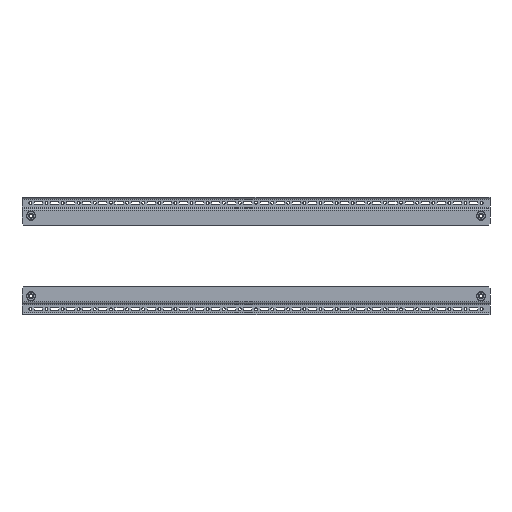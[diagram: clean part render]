
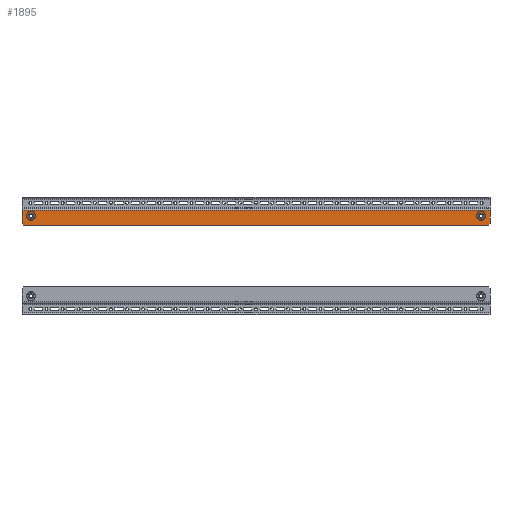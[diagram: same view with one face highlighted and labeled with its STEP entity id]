
A CAD part, left-side view. The second image highlights one B-rep face of the part: STEP entity #1895.
In plain terms, the highlighted face is planar.
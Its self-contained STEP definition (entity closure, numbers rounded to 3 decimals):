
#140 = ORIENTED_EDGE ( 'NONE', *, *, #11885, .T. ) ;
#227 = LINE ( 'NONE', #7394, #408 ) ;
#287 = CARTESIAN_POINT ( 'NONE',  ( 34.5, -363., -23.6 ) ) ;
#392 = DIRECTION ( 'NONE',  ( 0., 0., -1. ) ) ;
#408 = VECTOR ( 'NONE', #5167, 1000. ) ;
#914 = CIRCLE ( 'NONE', #3649, 4. ) ;
#1022 = CARTESIAN_POINT ( 'NONE',  ( 15.5, -349., -23.6 ) ) ;
#1076 = EDGE_CURVE ( 'NONE', #10030, #2971, #227, .T. ) ;
#1256 = VECTOR ( 'NONE', #8108, 1000. ) ;
#1753 = CARTESIAN_POINT ( 'NONE',  ( 11.375, -363., -23.6 ) ) ;
#1895 = ADVANCED_FACE ( 'NONE', ( #3729, #14507, #12410 ), #1963, .F. ) ;
#1934 = CARTESIAN_POINT ( 'NONE',  ( 11.375, 363., -23.6 ) ) ;
#1963 = PLANE ( 'NONE',  #11703 ) ;
#2149 = DIRECTION ( 'NONE',  ( 0.707, -0.707, 0. ) ) ;
#2175 = VECTOR ( 'NONE', #12691, 1000. ) ;
#2218 = EDGE_CURVE ( 'NONE', #4617, #7353, #914, .T. ) ;
#2971 = VERTEX_POINT ( 'NONE', #9224 ) ;
#3013 = CARTESIAN_POINT ( 'NONE',  ( 19.5, 349., -23.6 ) ) ;
#3484 = DIRECTION ( 'NONE',  ( 1., 0., 0. ) ) ;
#3497 = ORIENTED_EDGE ( 'NONE', *, *, #8186, .F. ) ;
#3505 = DIRECTION ( 'NONE',  ( 0., 0., -1. ) ) ;
#3649 = AXIS2_PLACEMENT_3D ( 'NONE', #3762, #4888, #13016 ) ;
#3729 = FACE_BOUND ( 'NONE', #4826, .T. ) ;
#3762 = CARTESIAN_POINT ( 'NONE',  ( 19.5, -349., -23.6 ) ) ;
#3783 = LINE ( 'NONE', #14518, #11049 ) ;
#4293 = ORIENTED_EDGE ( 'NONE', *, *, #10171, .T. ) ;
#4318 = EDGE_LOOP ( 'NONE', ( #3497, #7439 ) ) ;
#4617 = VERTEX_POINT ( 'NONE', #11936 ) ;
#4651 = DIRECTION ( 'NONE',  ( 1., 0., 0. ) ) ;
#4826 = EDGE_LOOP ( 'NONE', ( #7118, #140 ) ) ;
#4828 = CARTESIAN_POINT ( 'NONE',  ( 34.5, 360., -23.6 ) ) ;
#4888 = DIRECTION ( 'NONE',  ( 0., 0., 1. ) ) ;
#4894 = EDGE_LOOP ( 'NONE', ( #4293, #13097, #6277, #11678, #12509, #5312 ) ) ;
#5167 = DIRECTION ( 'NONE',  ( -1., 0., 0. ) ) ;
#5227 = CARTESIAN_POINT ( 'NONE',  ( 31.5, 363., -23.6 ) ) ;
#5304 = CARTESIAN_POINT ( 'NONE',  ( 15.5, 349., -23.6 ) ) ;
#5312 = ORIENTED_EDGE ( 'NONE', *, *, #13997, .T. ) ;
#5577 = VERTEX_POINT ( 'NONE', #5227 ) ;
#5685 = CARTESIAN_POINT ( 'NONE',  ( 23.5, 349., -23.6 ) ) ;
#5716 = CARTESIAN_POINT ( 'NONE',  ( 19.5, -349., -23.6 ) ) ;
#5967 = AXIS2_PLACEMENT_3D ( 'NONE', #5716, #13626, #8063 ) ;
#5976 = CIRCLE ( 'NONE', #12989, 4. ) ;
#6277 = ORIENTED_EDGE ( 'NONE', *, *, #1076, .T. ) ;
#6474 = VERTEX_POINT ( 'NONE', #1934 ) ;
#6936 = EDGE_CURVE ( 'NONE', #7463, #10030, #12633, .T. ) ;
#7118 = ORIENTED_EDGE ( 'NONE', *, *, #2218, .T. ) ;
#7279 = LINE ( 'NONE', #1753, #13651 ) ;
#7353 = VERTEX_POINT ( 'NONE', #1022 ) ;
#7394 = CARTESIAN_POINT ( 'NONE',  ( 9.5, -363., -23.6 ) ) ;
#7400 = CIRCLE ( 'NONE', #5967, 4. ) ;
#7439 = ORIENTED_EDGE ( 'NONE', *, *, #9498, .F. ) ;
#7463 = VERTEX_POINT ( 'NONE', #9266 ) ;
#7781 = EDGE_CURVE ( 'NONE', #6474, #2971, #7279, .T. ) ;
#8063 = DIRECTION ( 'NONE',  ( 1., 0., 0. ) ) ;
#8108 = DIRECTION ( 'NONE',  ( 0., -1., 0. ) ) ;
#8128 = CARTESIAN_POINT ( 'NONE',  ( 19.5, 349., -23.6 ) ) ;
#8186 = EDGE_CURVE ( 'NONE', #11173, #11001, #11340, .T. ) ;
#8522 = VECTOR ( 'NONE', #3484, 1000. ) ;
#8556 = EDGE_CURVE ( 'NONE', #6474, #5577, #11684, .T. ) ;
#9185 = CARTESIAN_POINT ( 'NONE',  ( 9.5, 363., -23.6 ) ) ;
#9224 = CARTESIAN_POINT ( 'NONE',  ( 11.375, -363., -23.6 ) ) ;
#9266 = CARTESIAN_POINT ( 'NONE',  ( 34.5, -360., -23.6 ) ) ;
#9279 = CARTESIAN_POINT ( 'NONE',  ( 31.5, -363., -23.6 ) ) ;
#9498 = EDGE_CURVE ( 'NONE', #11001, #11173, #5976, .T. ) ;
#9837 = DIRECTION ( 'NONE',  ( 1., 0., 0. ) ) ;
#9912 = DIRECTION ( 'NONE',  ( 0., 0., 1. ) ) ;
#10030 = VERTEX_POINT ( 'NONE', #11208 ) ;
#10171 = EDGE_CURVE ( 'NONE', #13010, #7463, #14317, .T. ) ;
#11001 = VERTEX_POINT ( 'NONE', #5304 ) ;
#11049 = VECTOR ( 'NONE', #2149, 1000. ) ;
#11173 = VERTEX_POINT ( 'NONE', #5685 ) ;
#11208 = CARTESIAN_POINT ( 'NONE',  ( 31.5, -363., -23.6 ) ) ;
#11340 = CIRCLE ( 'NONE', #12759, 4. ) ;
#11678 = ORIENTED_EDGE ( 'NONE', *, *, #7781, .F. ) ;
#11684 = LINE ( 'NONE', #9185, #8522 ) ;
#11703 = AXIS2_PLACEMENT_3D ( 'NONE', #14524, #9912, #13222 ) ;
#11885 = EDGE_CURVE ( 'NONE', #7353, #4617, #7400, .T. ) ;
#11936 = CARTESIAN_POINT ( 'NONE',  ( 23.5, -349., -23.6 ) ) ;
#12410 = FACE_OUTER_BOUND ( 'NONE', #4894, .T. ) ;
#12509 = ORIENTED_EDGE ( 'NONE', *, *, #8556, .T. ) ;
#12633 = LINE ( 'NONE', #9279, #2175 ) ;
#12691 = DIRECTION ( 'NONE',  ( -0.707, -0.707, 0. ) ) ;
#12759 = AXIS2_PLACEMENT_3D ( 'NONE', #3013, #392, #9837 ) ;
#12989 = AXIS2_PLACEMENT_3D ( 'NONE', #8128, #3505, #4651 ) ;
#13010 = VERTEX_POINT ( 'NONE', #4828 ) ;
#13016 = DIRECTION ( 'NONE',  ( 1., 0., 0. ) ) ;
#13097 = ORIENTED_EDGE ( 'NONE', *, *, #6936, .T. ) ;
#13222 = DIRECTION ( 'NONE',  ( 1., 0., 0. ) ) ;
#13626 = DIRECTION ( 'NONE',  ( 0., 0., 1. ) ) ;
#13651 = VECTOR ( 'NONE', #14225, 1000. ) ;
#13997 = EDGE_CURVE ( 'NONE', #5577, #13010, #3783, .T. ) ;
#14225 = DIRECTION ( 'NONE',  ( 0., -1., 0. ) ) ;
#14317 = LINE ( 'NONE', #287, #1256 ) ;
#14507 = FACE_BOUND ( 'NONE', #4318, .T. ) ;
#14518 = CARTESIAN_POINT ( 'NONE',  ( 34.5, 360., -23.6 ) ) ;
#14524 = CARTESIAN_POINT ( 'NONE',  ( 9.5, -363., -23.6 ) ) ;
